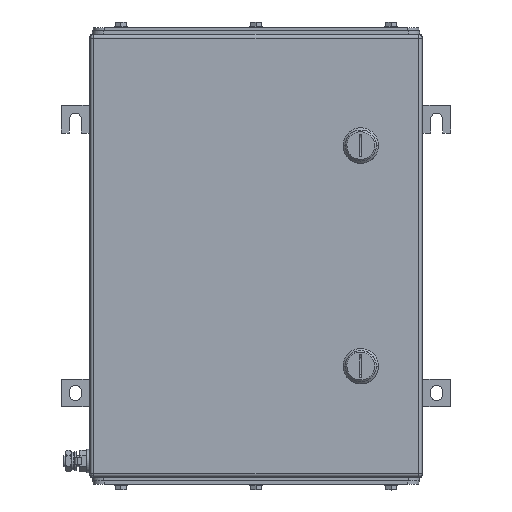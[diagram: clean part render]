
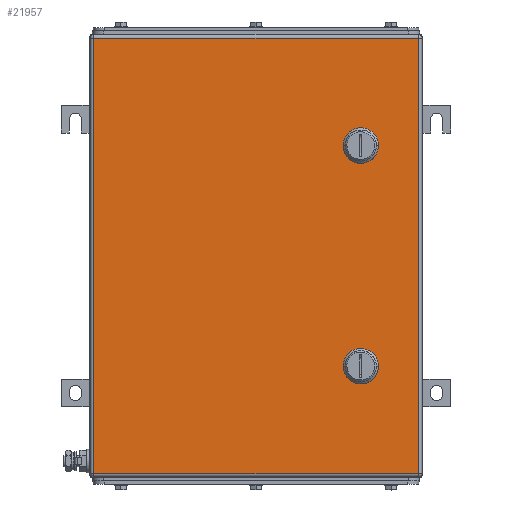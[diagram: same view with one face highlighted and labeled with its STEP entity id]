
A CAD part, top view. The second image highlights one B-rep face of the part: STEP entity #21957.
In plain terms, the highlighted planar face has unit normal (0, 0, 1).
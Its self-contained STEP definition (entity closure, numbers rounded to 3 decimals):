
#21771=AXIS2_PLACEMENT_3D('Circle Axis2P3D',#21769,#21770,$) ;
#21798=AXIS2_PLACEMENT_3D('Plane Axis2P3D',#21795,#21796,#21797) ;
#21843=AXIS2_PLACEMENT_3D('Circle Axis2P3D',#21841,#21842,$) ;
#21857=AXIS2_PLACEMENT_3D('Circle Axis2P3D',#21855,#21856,$) ;
#21871=AXIS2_PLACEMENT_3D('Circle Axis2P3D',#21869,#21870,$) ;
#21893=AXIS2_PLACEMENT_3D('Circle Axis2P3D',#21891,#21892,$) ;
#21909=AXIS2_PLACEMENT_3D('Circle Axis2P3D',#21907,#21908,$) ;
#21923=AXIS2_PLACEMENT_3D('Circle Axis2P3D',#21921,#21922,$) ;
#21937=AXIS2_PLACEMENT_3D('Circle Axis2P3D',#21935,#21936,$) ;
#21766=CARTESIAN_POINT('Vertex',(275.056,300.45,153.5)) ;
#21769=CARTESIAN_POINT('Axis2P3D Location',(270.,310.5,153.5)) ;
#21773=CARTESIAN_POINT('Vertex',(280.05,305.444,153.5)) ;
#21795=CARTESIAN_POINT('Axis2P3D Location',(175.5,211.,153.5)) ;
#21800=CARTESIAN_POINT('Line Origine',(175.5,407.5,153.5)) ;
#21804=CARTESIAN_POINT('Vertex',(322.,407.5,153.5)) ;
#21806=CARTESIAN_POINT('Vertex',(29.,407.5,153.5)) ;
#21809=CARTESIAN_POINT('Line Origine',(29.,211.,153.5)) ;
#21813=CARTESIAN_POINT('Vertex',(29.,14.5,153.5)) ;
#21816=CARTESIAN_POINT('Line Origine',(175.5,14.5,153.5)) ;
#21820=CARTESIAN_POINT('Vertex',(322.,14.5,153.5)) ;
#21823=CARTESIAN_POINT('Line Origine',(322.,211.,153.5)) ;
#21834=CARTESIAN_POINT('Line Origine',(270.,300.45,153.5)) ;
#21838=CARTESIAN_POINT('Vertex',(264.944,300.45,153.5)) ;
#21841=CARTESIAN_POINT('Axis2P3D Location',(270.,310.5,153.5)) ;
#21845=CARTESIAN_POINT('Vertex',(259.95,305.444,153.5)) ;
#21848=CARTESIAN_POINT('Line Origine',(259.95,310.5,153.5)) ;
#21852=CARTESIAN_POINT('Vertex',(259.95,315.556,153.5)) ;
#21855=CARTESIAN_POINT('Axis2P3D Location',(270.,310.5,153.5)) ;
#21859=CARTESIAN_POINT('Vertex',(264.944,320.55,153.5)) ;
#21862=CARTESIAN_POINT('Line Origine',(270.,320.55,153.5)) ;
#21866=CARTESIAN_POINT('Vertex',(275.056,320.55,153.5)) ;
#21869=CARTESIAN_POINT('Axis2P3D Location',(270.,310.5,153.5)) ;
#21873=CARTESIAN_POINT('Vertex',(280.05,315.556,153.5)) ;
#21876=CARTESIAN_POINT('Line Origine',(280.05,310.5,153.5)) ;
#21891=CARTESIAN_POINT('Axis2P3D Location',(270.,111.5,153.5)) ;
#21895=CARTESIAN_POINT('Vertex',(275.056,101.45,153.5)) ;
#21897=CARTESIAN_POINT('Vertex',(280.05,106.444,153.5)) ;
#21900=CARTESIAN_POINT('Line Origine',(270.,101.45,153.5)) ;
#21904=CARTESIAN_POINT('Vertex',(264.944,101.45,153.5)) ;
#21907=CARTESIAN_POINT('Axis2P3D Location',(270.,111.5,153.5)) ;
#21911=CARTESIAN_POINT('Vertex',(259.95,106.444,153.5)) ;
#21914=CARTESIAN_POINT('Line Origine',(259.95,111.5,153.5)) ;
#21918=CARTESIAN_POINT('Vertex',(259.95,116.556,153.5)) ;
#21921=CARTESIAN_POINT('Axis2P3D Location',(270.,111.5,153.5)) ;
#21925=CARTESIAN_POINT('Vertex',(264.944,121.55,153.5)) ;
#21928=CARTESIAN_POINT('Line Origine',(270.,121.55,153.5)) ;
#21932=CARTESIAN_POINT('Vertex',(275.056,121.55,153.5)) ;
#21935=CARTESIAN_POINT('Axis2P3D Location',(270.,111.5,153.5)) ;
#21939=CARTESIAN_POINT('Vertex',(280.05,116.556,153.5)) ;
#21942=CARTESIAN_POINT('Line Origine',(280.05,111.5,153.5)) ;
#21770=DIRECTION('Axis2P3D Direction',(0.,0.,1.)) ;
#21796=DIRECTION('Axis2P3D Direction',(0.,0.,1.)) ;
#21797=DIRECTION('Axis2P3D XDirection',(1.,0.,0.)) ;
#21801=DIRECTION('Vector Direction',(1.,0.,0.)) ;
#21810=DIRECTION('Vector Direction',(0.,-1.,0.)) ;
#21817=DIRECTION('Vector Direction',(1.,0.,0.)) ;
#21824=DIRECTION('Vector Direction',(0.,1.,0.)) ;
#21835=DIRECTION('Vector Direction',(1.,0.,0.)) ;
#21842=DIRECTION('Axis2P3D Direction',(0.,0.,1.)) ;
#21849=DIRECTION('Vector Direction',(0.,1.,0.)) ;
#21856=DIRECTION('Axis2P3D Direction',(0.,0.,1.)) ;
#21863=DIRECTION('Vector Direction',(1.,0.,0.)) ;
#21870=DIRECTION('Axis2P3D Direction',(0.,0.,1.)) ;
#21877=DIRECTION('Vector Direction',(0.,-1.,0.)) ;
#21892=DIRECTION('Axis2P3D Direction',(0.,0.,1.)) ;
#21901=DIRECTION('Vector Direction',(1.,0.,0.)) ;
#21908=DIRECTION('Axis2P3D Direction',(0.,0.,1.)) ;
#21915=DIRECTION('Vector Direction',(0.,1.,0.)) ;
#21922=DIRECTION('Axis2P3D Direction',(0.,0.,1.)) ;
#21929=DIRECTION('Vector Direction',(1.,0.,0.)) ;
#21936=DIRECTION('Axis2P3D Direction',(0.,0.,1.)) ;
#21943=DIRECTION('Vector Direction',(0.,-1.,0.)) ;
#21802=VECTOR('Line Direction',#21801,1.) ;
#21811=VECTOR('Line Direction',#21810,1.) ;
#21818=VECTOR('Line Direction',#21817,1.) ;
#21825=VECTOR('Line Direction',#21824,1.) ;
#21836=VECTOR('Line Direction',#21835,1.) ;
#21850=VECTOR('Line Direction',#21849,1.) ;
#21864=VECTOR('Line Direction',#21863,1.) ;
#21878=VECTOR('Line Direction',#21877,1.) ;
#21902=VECTOR('Line Direction',#21901,1.) ;
#21916=VECTOR('Line Direction',#21915,1.) ;
#21930=VECTOR('Line Direction',#21929,1.) ;
#21944=VECTOR('Line Direction',#21943,1.) ;
#21829=ORIENTED_EDGE('',*,*,#21808,.T.) ;
#21830=ORIENTED_EDGE('',*,*,#21815,.T.) ;
#21831=ORIENTED_EDGE('',*,*,#21822,.T.) ;
#21832=ORIENTED_EDGE('',*,*,#21827,.T.) ;
#21882=ORIENTED_EDGE('',*,*,#21840,.F.) ;
#21883=ORIENTED_EDGE('',*,*,#21847,.F.) ;
#21884=ORIENTED_EDGE('',*,*,#21854,.T.) ;
#21885=ORIENTED_EDGE('',*,*,#21861,.F.) ;
#21886=ORIENTED_EDGE('',*,*,#21868,.T.) ;
#21887=ORIENTED_EDGE('',*,*,#21875,.F.) ;
#21888=ORIENTED_EDGE('',*,*,#21880,.T.) ;
#21889=ORIENTED_EDGE('',*,*,#21775,.F.) ;
#21948=ORIENTED_EDGE('',*,*,#21899,.F.) ;
#21949=ORIENTED_EDGE('',*,*,#21906,.F.) ;
#21950=ORIENTED_EDGE('',*,*,#21913,.F.) ;
#21951=ORIENTED_EDGE('',*,*,#21920,.T.) ;
#21952=ORIENTED_EDGE('',*,*,#21927,.F.) ;
#21953=ORIENTED_EDGE('',*,*,#21934,.T.) ;
#21954=ORIENTED_EDGE('',*,*,#21941,.F.) ;
#21955=ORIENTED_EDGE('',*,*,#21946,.T.) ;
#21890=FACE_BOUND('',#21881,.T.) ;
#21956=FACE_BOUND('',#21947,.T.) ;
#21957=ADVANCED_FACE('ZUB_KTB_QL_403015_2GP_AllCATPart_AllCATPart.1\\ZUB_KTB_QL_403015_2GP_AllCATPart.2\\ZUB_DE_KTB_QL.1\\DE_KTB_MH_PART_MASTER.1\\Koerper.2',(#21833,#21890,#21956),#21799,.T.) ;
#21772=CIRCLE('generated circle',#21771,11.25) ;
#21844=CIRCLE('generated circle',#21843,11.25) ;
#21858=CIRCLE('generated circle',#21857,11.25) ;
#21872=CIRCLE('generated circle',#21871,11.25) ;
#21894=CIRCLE('generated circle',#21893,11.25) ;
#21910=CIRCLE('generated circle',#21909,11.25) ;
#21924=CIRCLE('generated circle',#21923,11.25) ;
#21938=CIRCLE('generated circle',#21937,11.25) ;
#21775=EDGE_CURVE('',#21767,#21774,#21772,.T.) ;
#21808=EDGE_CURVE('',#21805,#21807,#21803,.F.) ;
#21815=EDGE_CURVE('',#21807,#21814,#21812,.T.) ;
#21822=EDGE_CURVE('',#21814,#21821,#21819,.T.) ;
#21827=EDGE_CURVE('',#21821,#21805,#21826,.T.) ;
#21840=EDGE_CURVE('',#21839,#21767,#21837,.T.) ;
#21847=EDGE_CURVE('',#21846,#21839,#21844,.T.) ;
#21854=EDGE_CURVE('',#21846,#21853,#21851,.T.) ;
#21861=EDGE_CURVE('',#21860,#21853,#21858,.T.) ;
#21868=EDGE_CURVE('',#21860,#21867,#21865,.T.) ;
#21875=EDGE_CURVE('',#21874,#21867,#21872,.T.) ;
#21880=EDGE_CURVE('',#21874,#21774,#21879,.T.) ;
#21899=EDGE_CURVE('',#21896,#21898,#21894,.T.) ;
#21906=EDGE_CURVE('',#21905,#21896,#21903,.T.) ;
#21913=EDGE_CURVE('',#21912,#21905,#21910,.T.) ;
#21920=EDGE_CURVE('',#21912,#21919,#21917,.T.) ;
#21927=EDGE_CURVE('',#21926,#21919,#21924,.T.) ;
#21934=EDGE_CURVE('',#21926,#21933,#21931,.T.) ;
#21941=EDGE_CURVE('',#21940,#21933,#21938,.T.) ;
#21946=EDGE_CURVE('',#21940,#21898,#21945,.T.) ;
#21828=EDGE_LOOP('',(#21829,#21830,#21831,#21832)) ;
#21881=EDGE_LOOP('',(#21882,#21883,#21884,#21885,#21886,#21887,#21888,#21889)) ;
#21947=EDGE_LOOP('',(#21948,#21949,#21950,#21951,#21952,#21953,#21954,#21955)) ;
#21833=FACE_OUTER_BOUND('',#21828,.T.) ;
#21803=LINE('Line',#21800,#21802) ;
#21812=LINE('Line',#21809,#21811) ;
#21819=LINE('Line',#21816,#21818) ;
#21826=LINE('Line',#21823,#21825) ;
#21837=LINE('Line',#21834,#21836) ;
#21851=LINE('Line',#21848,#21850) ;
#21865=LINE('Line',#21862,#21864) ;
#21879=LINE('Line',#21876,#21878) ;
#21903=LINE('Line',#21900,#21902) ;
#21917=LINE('Line',#21914,#21916) ;
#21931=LINE('Line',#21928,#21930) ;
#21945=LINE('Line',#21942,#21944) ;
#21799=PLANE('',#21798) ;
#21767=VERTEX_POINT('',#21766) ;
#21774=VERTEX_POINT('',#21773) ;
#21805=VERTEX_POINT('',#21804) ;
#21807=VERTEX_POINT('',#21806) ;
#21814=VERTEX_POINT('',#21813) ;
#21821=VERTEX_POINT('',#21820) ;
#21839=VERTEX_POINT('',#21838) ;
#21846=VERTEX_POINT('',#21845) ;
#21853=VERTEX_POINT('',#21852) ;
#21860=VERTEX_POINT('',#21859) ;
#21867=VERTEX_POINT('',#21866) ;
#21874=VERTEX_POINT('',#21873) ;
#21896=VERTEX_POINT('',#21895) ;
#21898=VERTEX_POINT('',#21897) ;
#21905=VERTEX_POINT('',#21904) ;
#21912=VERTEX_POINT('',#21911) ;
#21919=VERTEX_POINT('',#21918) ;
#21926=VERTEX_POINT('',#21925) ;
#21933=VERTEX_POINT('',#21932) ;
#21940=VERTEX_POINT('',#21939) ;
